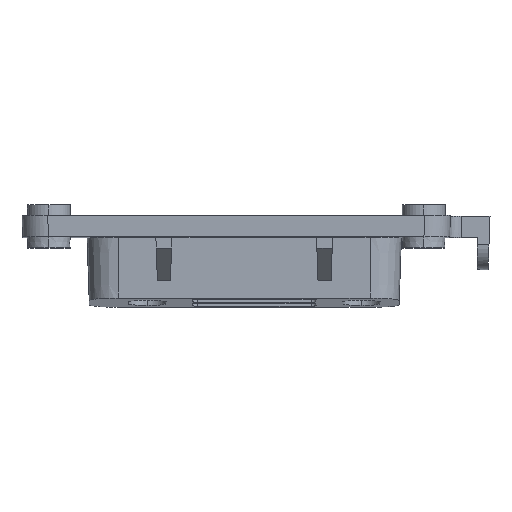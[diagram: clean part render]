
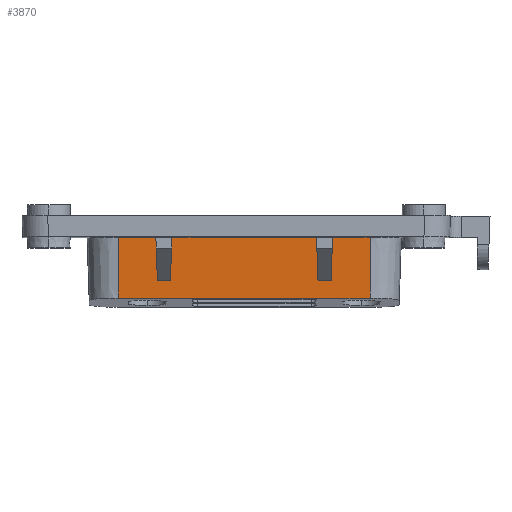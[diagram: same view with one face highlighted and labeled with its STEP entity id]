
A CAD part, top view. The second image highlights one B-rep face of the part: STEP entity #3870.
In plain terms, the highlighted planar face has unit normal (0, -0.035, 0.999).
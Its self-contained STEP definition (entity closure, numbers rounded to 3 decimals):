
#22 = EDGE_CURVE ( 'NONE', #621, #1151, #2659, .T. ) ;
#64 = VERTEX_POINT ( 'NONE', #3044 ) ;
#70 = ORIENTED_EDGE ( 'NONE', *, *, #2640, .T. ) ;
#95 = LINE ( 'NONE', #2850, #2360 ) ;
#145 = ORIENTED_EDGE ( 'NONE', *, *, #22, .T. ) ;
#152 = VERTEX_POINT ( 'NONE', #559 ) ;
#168 = DIRECTION ( 'NONE',  ( -0.035, -0.999, -0.035 ) ) ;
#183 = CARTESIAN_POINT ( 'NONE',  ( 12.5, 0., 10.2 ) ) ;
#225 = CARTESIAN_POINT ( 'NONE',  ( -7.536, -0.96, 10.166 ) ) ;
#238 = ORIENTED_EDGE ( 'NONE', *, *, #2505, .F. ) ;
#260 = EDGE_CURVE ( 'NONE', #4060, #3138, #1336, .T. ) ;
#270 = DIRECTION ( 'NONE',  ( 1., 0., 0. ) ) ;
#339 = VECTOR ( 'NONE', #1388, 1000. ) ;
#408 = ORIENTED_EDGE ( 'NONE', *, *, #2129, .F. ) ;
#538 = CARTESIAN_POINT ( 'NONE',  ( 20., -2., 10.13 ) ) ;
#559 = CARTESIAN_POINT ( 'NONE',  ( 8.86, -6., 9.99 ) ) ;
#621 = VERTEX_POINT ( 'NONE', #2058 ) ;
#632 = CARTESIAN_POINT ( 'NONE',  ( 20., -2., 10.13 ) ) ;
#641 = LINE ( 'NONE', #1405, #339 ) ;
#724 = CARTESIAN_POINT ( 'NONE',  ( 20., -6., 9.99 ) ) ;
#822 = VERTEX_POINT ( 'NONE', #1918 ) ;
#850 = AXIS2_PLACEMENT_3D ( 'NONE', #2928, #2602, #2528 ) ;
#853 = VECTOR ( 'NONE', #4158, 1000. ) ;
#881 = DIRECTION ( 'NONE',  ( 0.035, -0.999, -0.035 ) ) ;
#976 = LINE ( 'NONE', #632, #2154 ) ;
#999 = CARTESIAN_POINT ( 'NONE',  ( -7.36, -6., 9.99 ) ) ;
#1058 = CARTESIAN_POINT ( 'NONE',  ( 20., -2., 10.13 ) ) ;
#1063 = ORIENTED_EDGE ( 'NONE', *, *, #2112, .F. ) ;
#1065 = CARTESIAN_POINT ( 'NONE',  ( 12.5, -2., 10.13 ) ) ;
#1148 = PLANE ( 'NONE',  #850 ) ;
#1151 = VERTEX_POINT ( 'NONE', #3648 ) ;
#1245 = DIRECTION ( 'NONE',  ( 1., 0., 0. ) ) ;
#1294 = CARTESIAN_POINT ( 'NONE',  ( 12.5, -7.657, 9.933 ) ) ;
#1310 = ORIENTED_EDGE ( 'NONE', *, *, #3284, .T. ) ;
#1322 = VERTEX_POINT ( 'NONE', #1065 ) ;
#1336 = LINE ( 'NONE', #2723, #2956 ) ;
#1338 = DIRECTION ( 'NONE',  ( 1., 0., 0. ) ) ;
#1388 = DIRECTION ( 'NONE',  ( -0.035, -0.999, -0.035 ) ) ;
#1405 = CARTESIAN_POINT ( 'NONE',  ( 9.083, 0.381, 10.213 ) ) ;
#1443 = VECTOR ( 'NONE', #270, 1000. ) ;
#1470 = DIRECTION ( 'NONE',  ( -1., 0., 0. ) ) ;
#1515 = DIRECTION ( 'NONE',  ( 0., 0.999, 0.035 ) ) ;
#1563 = EDGE_LOOP ( 'NONE', ( #1063, #3148, #70, #4314, #2927, #145, #3564, #238, #408, #1310, #3419, #3279 ) ) ;
#1636 = VECTOR ( 'NONE', #4297, 1000. ) ;
#1649 = CARTESIAN_POINT ( 'NONE',  ( -35.5, -7.657, 9.933 ) ) ;
#1707 = CARTESIAN_POINT ( 'NONE',  ( 9., -2., 10.13 ) ) ;
#1716 = VECTOR ( 'NONE', #168, 1000. ) ;
#1754 = LINE ( 'NONE', #724, #2615 ) ;
#1918 = CARTESIAN_POINT ( 'NONE',  ( -7.5, -2., 10.13 ) ) ;
#1936 = EDGE_CURVE ( 'NONE', #3777, #1322, #2166, .T. ) ;
#1938 = LINE ( 'NONE', #538, #2389 ) ;
#1999 = LINE ( 'NONE', #225, #3674 ) ;
#2025 = EDGE_CURVE ( 'NONE', #3264, #3777, #2350, .T. ) ;
#2058 = CARTESIAN_POINT ( 'NONE',  ( -6., -2., 10.13 ) ) ;
#2112 = EDGE_CURVE ( 'NONE', #2621, #1322, #976, .T. ) ;
#2126 = DIRECTION ( 'NONE',  ( 0.035, -0.999, -0.035 ) ) ;
#2129 = EDGE_CURVE ( 'NONE', #64, #822, #1938, .T. ) ;
#2154 = VECTOR ( 'NONE', #1338, 1000. ) ;
#2166 = LINE ( 'NONE', #183, #3032 ) ;
#2336 = CARTESIAN_POINT ( 'NONE',  ( -11., -7.657, 9.933 ) ) ;
#2350 = LINE ( 'NONE', #1649, #1443 ) ;
#2360 = VECTOR ( 'NONE', #1470, 1000. ) ;
#2389 = VECTOR ( 'NONE', #1245, 1000. ) ;
#2505 = EDGE_CURVE ( 'NONE', #822, #3713, #1999, .T. ) ;
#2528 = DIRECTION ( 'NONE',  ( 0., -0.999, -0.035 ) ) ;
#2545 = CARTESIAN_POINT ( 'NONE',  ( 7.64, -6., 9.99 ) ) ;
#2602 = DIRECTION ( 'NONE',  ( 0., -0.035, 0.999 ) ) ;
#2615 = VECTOR ( 'NONE', #4143, 1000. ) ;
#2621 = VERTEX_POINT ( 'NONE', #1707 ) ;
#2640 = EDGE_CURVE ( 'NONE', #152, #3138, #1754, .T. ) ;
#2659 = LINE ( 'NONE', #3596, #1716 ) ;
#2723 = CARTESIAN_POINT ( 'NONE',  ( 7.445, -0.438, 10.185 ) ) ;
#2850 = CARTESIAN_POINT ( 'NONE',  ( 20., -6., 9.99 ) ) ;
#2925 = CARTESIAN_POINT ( 'NONE',  ( -11., 0., 10.2 ) ) ;
#2927 = ORIENTED_EDGE ( 'NONE', *, *, #3038, .F. ) ;
#2928 = CARTESIAN_POINT ( 'NONE',  ( 20., 0., 10.2 ) ) ;
#2956 = VECTOR ( 'NONE', #2126, 1000. ) ;
#3032 = VECTOR ( 'NONE', #1515, 1000. ) ;
#3038 = EDGE_CURVE ( 'NONE', #621, #4060, #4419, .T. ) ;
#3044 = CARTESIAN_POINT ( 'NONE',  ( -11., -2., 10.13 ) ) ;
#3138 = VERTEX_POINT ( 'NONE', #2545 ) ;
#3148 = ORIENTED_EDGE ( 'NONE', *, *, #3350, .T. ) ;
#3264 = VERTEX_POINT ( 'NONE', #2336 ) ;
#3279 = ORIENTED_EDGE ( 'NONE', *, *, #1936, .T. ) ;
#3284 = EDGE_CURVE ( 'NONE', #64, #3264, #3981, .T. ) ;
#3350 = EDGE_CURVE ( 'NONE', #2621, #152, #641, .T. ) ;
#3419 = ORIENTED_EDGE ( 'NONE', *, *, #2025, .T. ) ;
#3564 = ORIENTED_EDGE ( 'NONE', *, *, #3565, .T. ) ;
#3565 = EDGE_CURVE ( 'NONE', #1151, #3713, #95, .T. ) ;
#3566 = CARTESIAN_POINT ( 'NONE',  ( 7.5, -2., 10.13 ) ) ;
#3596 = CARTESIAN_POINT ( 'NONE',  ( -5.899, 0.903, 10.232 ) ) ;
#3648 = CARTESIAN_POINT ( 'NONE',  ( -6.14, -6., 9.99 ) ) ;
#3674 = VECTOR ( 'NONE', #881, 1000. ) ;
#3713 = VERTEX_POINT ( 'NONE', #999 ) ;
#3777 = VERTEX_POINT ( 'NONE', #1294 ) ;
#3870 = ADVANCED_FACE ( 'NONE', ( #3933 ), #1148, .T. ) ;
#3933 = FACE_OUTER_BOUND ( 'NONE', #1563, .T. ) ;
#3981 = LINE ( 'NONE', #2925, #1636 ) ;
#4060 = VERTEX_POINT ( 'NONE', #3566 ) ;
#4143 = DIRECTION ( 'NONE',  ( -1., 0., 0. ) ) ;
#4158 = DIRECTION ( 'NONE',  ( 1., 0., 0. ) ) ;
#4297 = DIRECTION ( 'NONE',  ( 0., -0.999, -0.035 ) ) ;
#4314 = ORIENTED_EDGE ( 'NONE', *, *, #260, .F. ) ;
#4419 = LINE ( 'NONE', #1058, #853 ) ;
